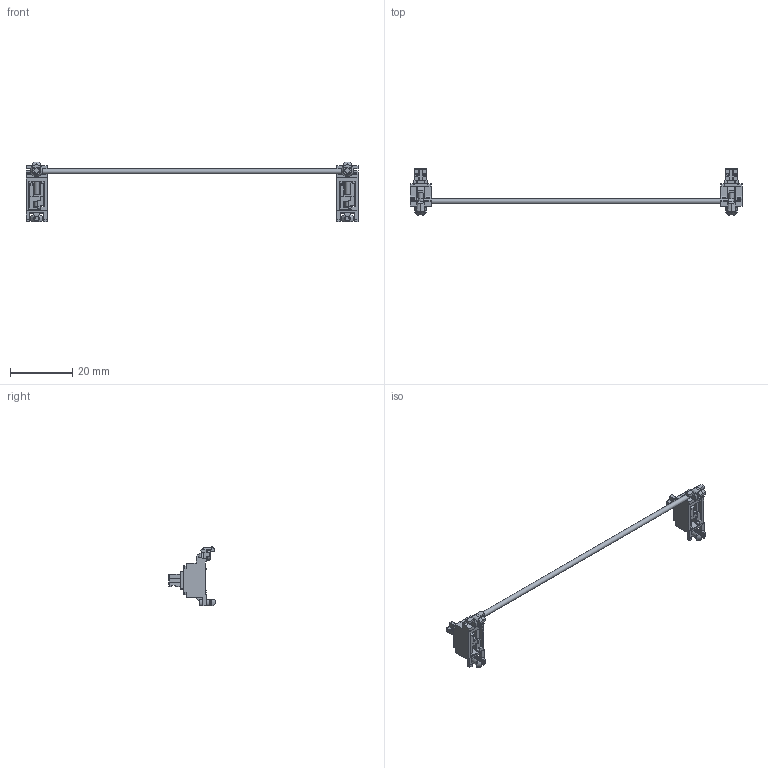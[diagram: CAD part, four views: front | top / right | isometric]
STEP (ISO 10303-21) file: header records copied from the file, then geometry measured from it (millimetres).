
FILE_DESCRIPTION(('FreeCAD Model'),'2;1');
FILE_NAME('Open CASCADE Shape Model','2025-06-08T17:10:34',(''),(''), 'Open CASCADE STEP processor 7.8','FreeCAD','Unknown');
FILE_SCHEMA(('AUTOMOTIVE_DESIGN { 1 0 10303 214 1 1 1 1 }'));
Length unit declared in the file: millimetre
Products named in the file (4): Unnamed9; mx Stabilizer base 16828; mx Stabilizer key 16828; metal stick 6.25
Assembly tree (5 placements, depth 2):
  Unnamed9
    mx Stabilizer base 16828  x2
    mx Stabilizer key 16828  x2
    metal stick 6.25
Bounding box: 106.7 x 14.85 x 19.2 mm (x, y, z)
Volume: 1087.9 mm3; surface area: 2780.1 mm2
Topology: 5 solids, 5 shells, 933 faces, 2485 edges, 1506 vertices
Faces by surface type: plane 386, cylinder 341, bspline 64, torus 58, sphere 52, revolution 20, cone 12
Full cylindrical faces by diameter (mm): 1.6 x3
Entity records: 16589 total; most frequent: CARTESIAN_POINT 5214, ORIENTED_EDGE 2448, DIRECTION 2255, EDGE_CURVE 1224, AXIS2_PLACEMENT_3D 773, VERTEX_POINT 759, LINE 699, VECTOR 699
